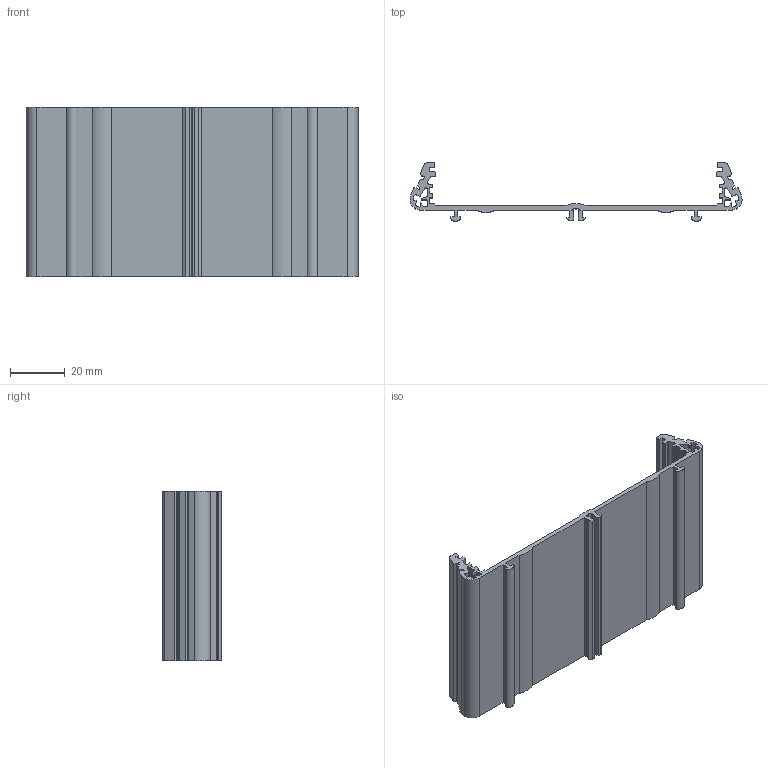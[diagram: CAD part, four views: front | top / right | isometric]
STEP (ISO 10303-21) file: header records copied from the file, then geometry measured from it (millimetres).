
FILE_DESCRIPTION(('STEP AP214'),'1');
FILE_NAME('E-107 L62.stp','2015-03-10T15:46:15',(' '),(' '),'Spatial InterOp 3D',' ',' ');
FILE_SCHEMA(('automotive_design'));
Length unit declared in the file: metre
Products named in the file (1): 1
Bounding box: 121.78 x 21.6 x 62 mm (x, y, z)
Volume: 22310.2 mm3; surface area: 27485.2 mm2
Topology: 1 solids, 1 shells, 270 faces, 804 edges, 536 vertices
Faces by surface type: cylinder 137, plane 133
Entity records: 11327 total; most frequent: DIRECTION 1620, CARTESIAN_POINT 1611, ORIENTED_EDGE 1608, EDGE_CURVE 804, AXIS2_PLACEMENT_3D 545, VERTEX_POINT 536, LINE 530, VECTOR 530
